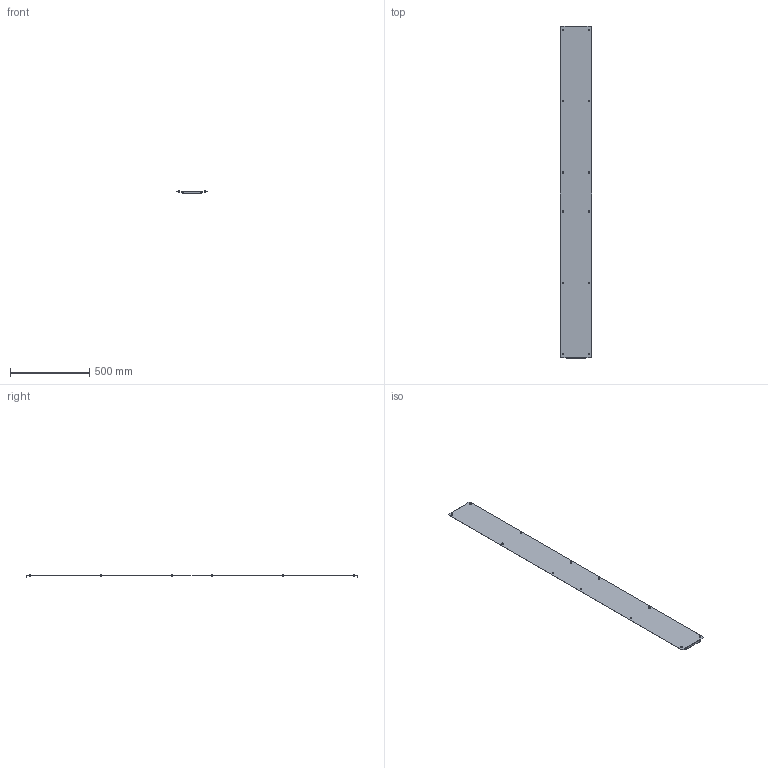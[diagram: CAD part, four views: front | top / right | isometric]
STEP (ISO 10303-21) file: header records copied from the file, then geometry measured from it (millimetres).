
FILE_DESCRIPTION (( 'STEP AP203' ), '1' );
FILE_NAME ('MA1.400.030022.01.00 Ïëàñòðîí Â2200 Ø300 EKF AleSta-FP220M300.STEP', '2024-06-05T17:05:31', ( '' ), ( '' ), 'SwSTEP 2.0', 'SolidWorks 2021', '' );
FILE_SCHEMA (( 'CONFIG_CONTROL_DESIGN' ));
Length unit declared in the file: millimetre
Products named in the file (4): øàéáà êîíòàêòíàÿ ñòîïîðíàÿ ñ íàñå÷êîé îöèíêîâàííàÿ ñòàëü Ì5; MA1.400.060000.01.01 Ïëàñòðîí Â50 Ø600 EKF AleSta_‚=2200 ; MA1.400.030022.01.00 Ïëàñòðîí Â2200 Ø300 EKF AleSta-FP220M300; Âèíò_ðåçüáîâûäàâëèâàþùèé_Ì5õ12_DIN 7500E_Œ5å12
Assembly tree (25 placements, depth 2):
  MA1.400.030022.01.00 Ïëàñòðîí Â2200 Ø300 EKF AleSta-FP220M300
    MA1.400.060000.01.01 Ïëàñòðîí Â50 Ø600 EKF AleSta_‚=2200 
    øàéáà êîíòàêòíàÿ ñòîïîðíàÿ ñ íàñå÷êîé îöèíêîâàííàÿ ñòàëü Ì5  x12
    Âèíò_ðåçüáîâûäàâëèâàþùèé_Ì5õ12_DIN 7500E_Œ5å12  x12
Bounding box: 196 x 2099 x 19.2 mm (x, y, z)
Volume: 419913.5 mm3; surface area: 841472 mm2
Topology: 25 solids, 25 shells, 906 faces, 2492 edges, 1648 vertices
Faces by surface type: plane 750, cylinder 132, cone 24
Entity records: 5856 total; most frequent: DIRECTION 890, CARTESIAN_POINT 839, ORIENTED_EDGE 804, EDGE_CURVE 402, AXIS2_PLACEMENT_3D 313, LINE 264, VECTOR 264, VERTEX_POINT 262
